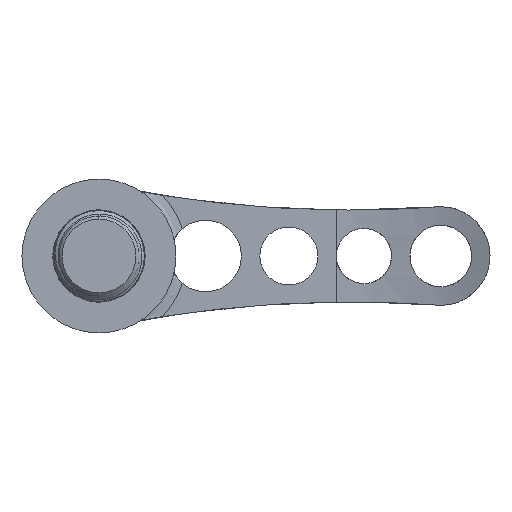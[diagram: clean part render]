
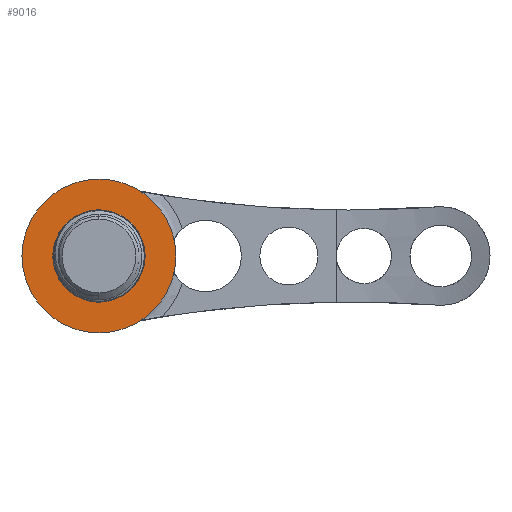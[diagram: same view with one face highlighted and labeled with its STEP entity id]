
A CAD part, left-side view. The second image highlights one B-rep face of the part: STEP entity #9016.
In plain terms, the highlighted planar face has unit normal (-1, 0, 0).
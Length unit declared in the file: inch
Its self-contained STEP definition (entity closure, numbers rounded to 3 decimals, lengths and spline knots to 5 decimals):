
#11 = CARTESIAN_POINT ( 'NONE',  ( 6.5748, 0., 0. ) ) ;
#1146 = CARTESIAN_POINT ( 'NONE',  ( 6.5748, 0., -0.49213 ) ) ;
#1286 = ORIENTED_EDGE ( 'NONE', *, *, #3641, .F. ) ;
#1394 = CIRCLE ( 'NONE', #9037, 0.29528 ) ;
#1809 = AXIS2_PLACEMENT_3D ( 'NONE', #5649, #8518, #3404 ) ;
#1931 = CARTESIAN_POINT ( 'NONE',  ( 6.5748, 0., 0. ) ) ;
#2956 = CARTESIAN_POINT ( 'NONE',  ( 6.5748, 0., 0. ) ) ;
#3404 = DIRECTION ( 'NONE',  ( 0., 0., -1. ) ) ;
#3559 = EDGE_CURVE ( 'NONE', #6337, #6469, #1394, .T. ) ;
#3641 = EDGE_CURVE ( 'NONE', #10074, #10029, #6332, .T. ) ;
#3857 = FACE_OUTER_BOUND ( 'NONE', #12352, .T. ) ;
#4558 = CARTESIAN_POINT ( 'NONE',  ( 6.5748, 0., -0.29528 ) ) ;
#4993 = DIRECTION ( 'NONE',  ( 1., 0., 0. ) ) ;
#5649 = CARTESIAN_POINT ( 'NONE',  ( 6.5748, 0., 0. ) ) ;
#5836 = DIRECTION ( 'NONE',  ( 0., 0., -1. ) ) ;
#5853 = DIRECTION ( 'NONE',  ( 0., 0., -1. ) ) ;
#6027 = CIRCLE ( 'NONE', #10834, 0.49213 ) ;
#6075 = CARTESIAN_POINT ( 'NONE',  ( 6.5748, 0., 0.29528 ) ) ;
#6332 = CIRCLE ( 'NONE', #1809, 0.49213 ) ;
#6337 = VERTEX_POINT ( 'NONE', #4558 ) ;
#6437 = CARTESIAN_POINT ( 'NONE',  ( 6.5748, 0., 0. ) ) ;
#6469 = VERTEX_POINT ( 'NONE', #6075 ) ;
#6891 = DIRECTION ( 'NONE',  ( 1., 0., 0. ) ) ;
#7602 = DIRECTION ( 'NONE',  ( 0., 0., -1. ) ) ;
#7872 = PLANE ( 'NONE',  #12072 ) ;
#7953 = AXIS2_PLACEMENT_3D ( 'NONE', #11, #4993, #5836 ) ;
#8475 = EDGE_LOOP ( 'NONE', ( #11081, #8738 ) ) ;
#8518 = DIRECTION ( 'NONE',  ( 1., 0., 0. ) ) ;
#8738 = ORIENTED_EDGE ( 'NONE', *, *, #3559, .T. ) ;
#8775 = CIRCLE ( 'NONE', #7953, 0.29528 ) ;
#8804 = EDGE_CURVE ( 'NONE', #10029, #10074, #6027, .T. ) ;
#9016 = ADVANCED_FACE ( 'NONE', ( #12752, #3857 ), #7872, .F. ) ;
#9037 = AXIS2_PLACEMENT_3D ( 'NONE', #6437, #10418, #7602 ) ;
#9460 = ORIENTED_EDGE ( 'NONE', *, *, #8804, .F. ) ;
#10029 = VERTEX_POINT ( 'NONE', #1146 ) ;
#10074 = VERTEX_POINT ( 'NONE', #11188 ) ;
#10418 = DIRECTION ( 'NONE',  ( 1., 0., 0. ) ) ;
#10613 = EDGE_CURVE ( 'NONE', #6469, #6337, #8775, .T. ) ;
#10834 = AXIS2_PLACEMENT_3D ( 'NONE', #1931, #11783, #5853 ) ;
#10872 = DIRECTION ( 'NONE',  ( 0., 0., -1. ) ) ;
#11081 = ORIENTED_EDGE ( 'NONE', *, *, #10613, .T. ) ;
#11188 = CARTESIAN_POINT ( 'NONE',  ( 6.5748, 0., 0.49213 ) ) ;
#11783 = DIRECTION ( 'NONE',  ( 1., 0., 0. ) ) ;
#12072 = AXIS2_PLACEMENT_3D ( 'NONE', #2956, #6891, #10872 ) ;
#12352 = EDGE_LOOP ( 'NONE', ( #1286, #9460 ) ) ;
#12752 = FACE_BOUND ( 'NONE', #8475, .T. ) ;
